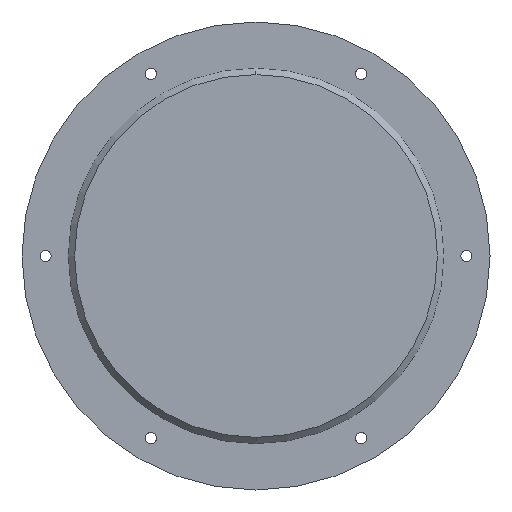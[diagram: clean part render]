
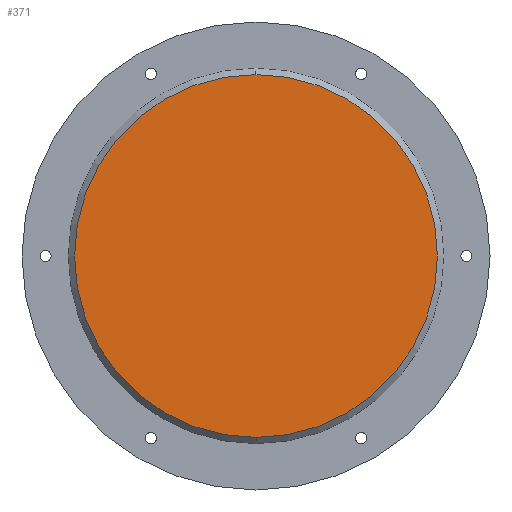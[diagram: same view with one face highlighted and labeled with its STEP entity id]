
A CAD part, left-side view. The second image highlights one B-rep face of the part: STEP entity #371.
In plain terms, the highlighted planar face has unit normal (-1, 0, 0).
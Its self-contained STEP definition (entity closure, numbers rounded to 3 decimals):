
#40 = EDGE_CURVE ( 'NONE', #1506, #1516, #1276, .T. ) ;
#86 = AXIS2_PLACEMENT_3D ( 'NONE', #378, #377, #376 ) ;
#194 = AXIS2_PLACEMENT_3D ( 'NONE', #1890, #1888, #1887 ) ;
#371 = ADVANCED_FACE ( 'NONE', ( #1372 ), #464, .F. ) ;
#376 = DIRECTION ( 'NONE',  ( 0., 0., 1. ) ) ;
#377 = DIRECTION ( 'NONE',  ( -1., 0., 0. ) ) ;
#378 = CARTESIAN_POINT ( 'NONE',  ( 25.673, 0., 0. ) ) ;
#460 = DIRECTION ( 'NONE',  ( 0., 0., -1. ) ) ;
#461 = DIRECTION ( 'NONE',  ( 1., 0., 0. ) ) ;
#464 = PLANE ( 'NONE',  #1958 ) ;
#470 = CARTESIAN_POINT ( 'NONE',  ( 25.673, 72.5, 0. ) ) ;
#874 = ORIENTED_EDGE ( 'NONE', *, *, #40, .T. ) ;
#875 = ORIENTED_EDGE ( 'NONE', *, *, #1333, .T. ) ;
#1032 = CARTESIAN_POINT ( 'NONE',  ( 25.673, 0., 72.5 ) ) ;
#1043 = CARTESIAN_POINT ( 'NONE',  ( 25.673, 0., -72.5 ) ) ;
#1276 = CIRCLE ( 'NONE', #194, 72.5 ) ;
#1333 = EDGE_CURVE ( 'NONE', #1516, #1506, #1348, .T. ) ;
#1348 = CIRCLE ( 'NONE', #86, 72.5 ) ;
#1372 = FACE_OUTER_BOUND ( 'NONE', #1621, .T. ) ;
#1506 = VERTEX_POINT ( 'NONE', #1032 ) ;
#1516 = VERTEX_POINT ( 'NONE', #1043 ) ;
#1621 = EDGE_LOOP ( 'NONE', ( #875, #874 ) ) ;
#1887 = DIRECTION ( 'NONE',  ( 0., 0., 1. ) ) ;
#1888 = DIRECTION ( 'NONE',  ( -1., 0., 0. ) ) ;
#1890 = CARTESIAN_POINT ( 'NONE',  ( 25.673, 0., 0. ) ) ;
#1958 = AXIS2_PLACEMENT_3D ( 'NONE', #470, #461, #460 ) ;
